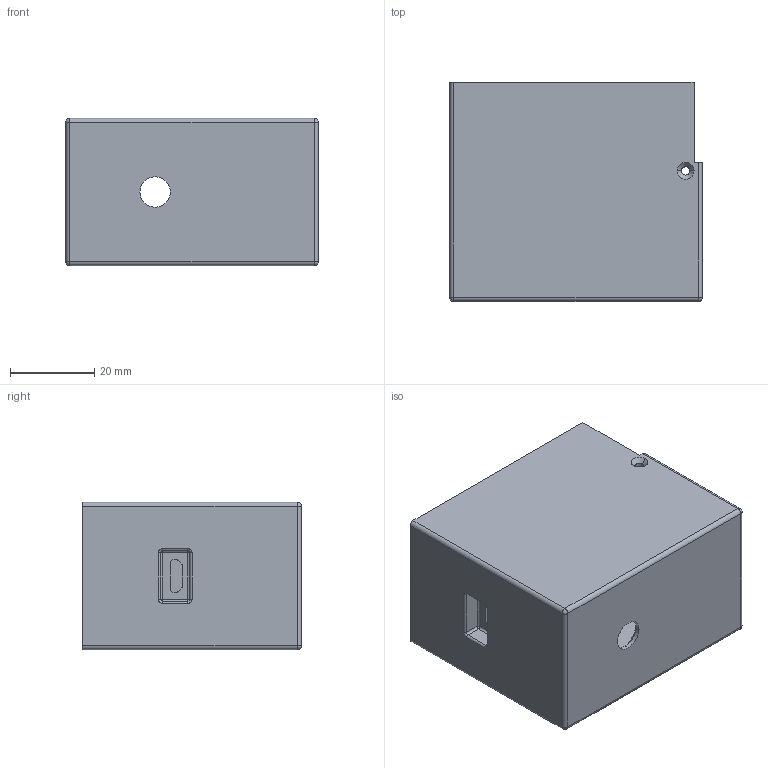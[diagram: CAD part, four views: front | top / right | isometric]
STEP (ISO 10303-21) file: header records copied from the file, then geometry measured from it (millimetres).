
FILE_DESCRIPTION (( 'STEP AP214' ), '1' );
FILE_NAME ('boite.STEP', '2025-05-20T09:29:37', ( 'Windows User' ), ( '' ), 'SwSTEP 2.0', 'SolidWorks 2023', '' );
FILE_SCHEMA (( 'AUTOMOTIVE_DESIGN' ));
Length unit declared in the file: millimetre
Products named in the file (1): boite
Bounding box: 60 x 52 x 35 mm (x, y, z)
Volume: 25438.6 mm3; surface area: 21700.5 mm2
Topology: 1 solids, 1 shells, 324 faces, 830 edges, 504 vertices
Faces by surface type: plane 136, cylinder 94, bspline 54, sphere 22, torus 12, cone 6
Entity records: 12525 total; most frequent: CARTESIAN_POINT 5099, ORIENTED_EDGE 1616, DIRECTION 1386, EDGE_CURVE 808, VERTEX_POINT 504, LINE 484, VECTOR 484, AXIS2_PLACEMENT_3D 451
